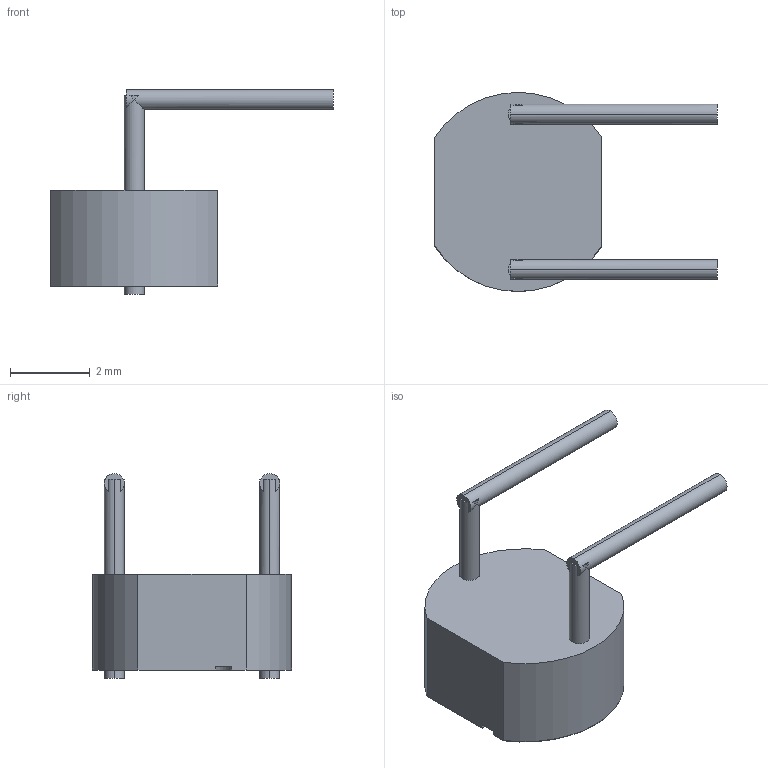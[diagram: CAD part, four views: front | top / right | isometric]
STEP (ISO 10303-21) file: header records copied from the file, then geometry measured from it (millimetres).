
FILE_DESCRIPTION (( 'STEP AP214' ), '1' );
FILE_NAME ('gl5528.STEP', '2024-07-21T16:45:48', ( '' ), ( '' ), 'SwSTEP 2.0', 'SolidWorks 2023', '' );
FILE_SCHEMA (( 'AUTOMOTIVE_DESIGN' ));
Length unit declared in the file: millimetre
Products named in the file (4): sensor_Standard; pin_Standard; cover_Standard; gl5528
Assembly tree (4 placements, depth 2):
  gl5528
    sensor_Standard
    cover_Standard
    pin_Standard  x2
Bounding box: 7.1 x 5 x 5.14 mm (x, y, z)
Volume: 46.3 mm3; surface area: 141.5 mm2
Topology: 5 solids, 5 shells, 102 faces, 270 edges, 178 vertices
Faces by surface type: plane 54, cylinder 48
Entity records: 2999 total; most frequent: CARTESIAN_POINT 525, DIRECTION 511, ORIENTED_EDGE 486, EDGE_CURVE 243, AXIS2_PLACEMENT_3D 179, VERTEX_POINT 161, LINE 153, VECTOR 153
